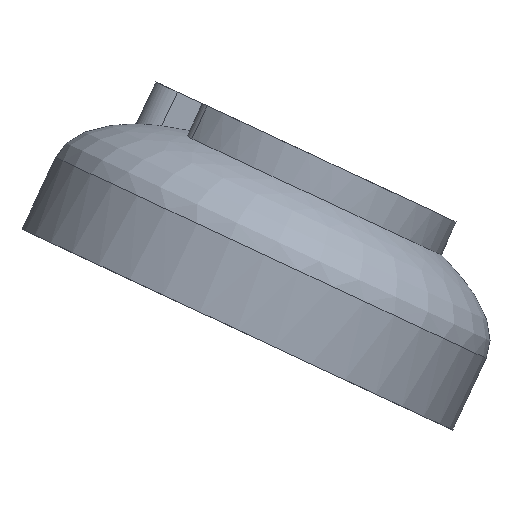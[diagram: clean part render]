
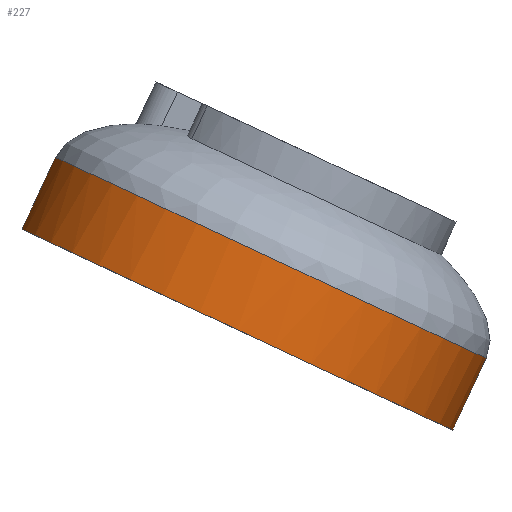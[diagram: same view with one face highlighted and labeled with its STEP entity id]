
A CAD part, left-side view. The second image highlights one B-rep face of the part: STEP entity #227.
In plain terms, the highlighted cylindrical face has radius 7.5 mm (diameter 15 mm), a full revolution.
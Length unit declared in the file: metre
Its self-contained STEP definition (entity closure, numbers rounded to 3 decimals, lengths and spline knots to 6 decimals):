
#40=B_SPLINE_CURVE_WITH_KNOTS('',3,(#349,#350,#351,#352,#353,#354,#355,
#356,#357,#358,#359),.UNSPECIFIED.,.T.,.F.,(1,1,1,1,1,1,1,1,1,1,1,1,1,1,
1),(-0.375,-0.25,-0.125,0.,0.125,0.25,0.375,0.5,0.625,0.75,0.875,1.,1.125,
1.25,1.375),.UNSPECIFIED.);
#53=ORIENTED_EDGE('',*,*,#115,.T.);
#54=ORIENTED_EDGE('',*,*,#116,.T.);
#115=EDGE_CURVE('',#146,#146,#40,.T.);
#116=EDGE_CURVE('',#147,#147,#168,.T.);
#146=VERTEX_POINT('',#360);
#147=VERTEX_POINT('',#362);
#168=CIRCLE('',#259,0.0075);
#178=EDGE_LOOP('',(#53));
#179=EDGE_LOOP('',(#54));
#199=FACE_BOUND('',#178,.T.);
#200=FACE_BOUND('',#179,.T.);
#219=CYLINDRICAL_SURFACE('',#258,0.0075);
#227=ADVANCED_FACE('',(#199,#200),#219,.T.);
#258=AXIS2_PLACEMENT_3D('',#348,#288,#289);
#259=AXIS2_PLACEMENT_3D('',#361,#290,#291);
#288=DIRECTION('',(0.,-0.423,0.906));
#289=DIRECTION('',(0.,-0.906,-0.423));
#290=DIRECTION('',(0.,-0.423,0.906));
#291=DIRECTION('',(0.,-0.906,-0.423));
#348=CARTESIAN_POINT('',(-0.029639,0.007146,0.076922));
#349=CARTESIAN_POINT('',(-0.023762,0.000763,0.076704));
#350=CARTESIAN_POINT('',(-0.029639,-0.001443,0.075675));
#351=CARTESIAN_POINT('',(-0.035517,0.000763,0.076704));
#352=CARTESIAN_POINT('',(-0.037951,0.00609,0.079188));
#353=CARTESIAN_POINT('',(-0.035517,0.011416,0.081671));
#354=CARTESIAN_POINT('',(-0.029639,0.013622,0.0827));
#355=CARTESIAN_POINT('',(-0.023762,0.011416,0.081671));
#356=CARTESIAN_POINT('',(-0.021328,0.00609,0.079188));
#357=CARTESIAN_POINT('',(-0.023762,0.000763,0.076704));
#358=CARTESIAN_POINT('',(-0.029639,-0.001443,0.075675));
#359=CARTESIAN_POINT('',(-0.035517,0.000763,0.076704));
#360=CARTESIAN_POINT('',(-0.029639,-0.000708,0.076018));
#361=CARTESIAN_POINT('',(-0.029639,0.007146,0.076922));
#362=CARTESIAN_POINT('',(-0.029639,0.000349,0.073752));
